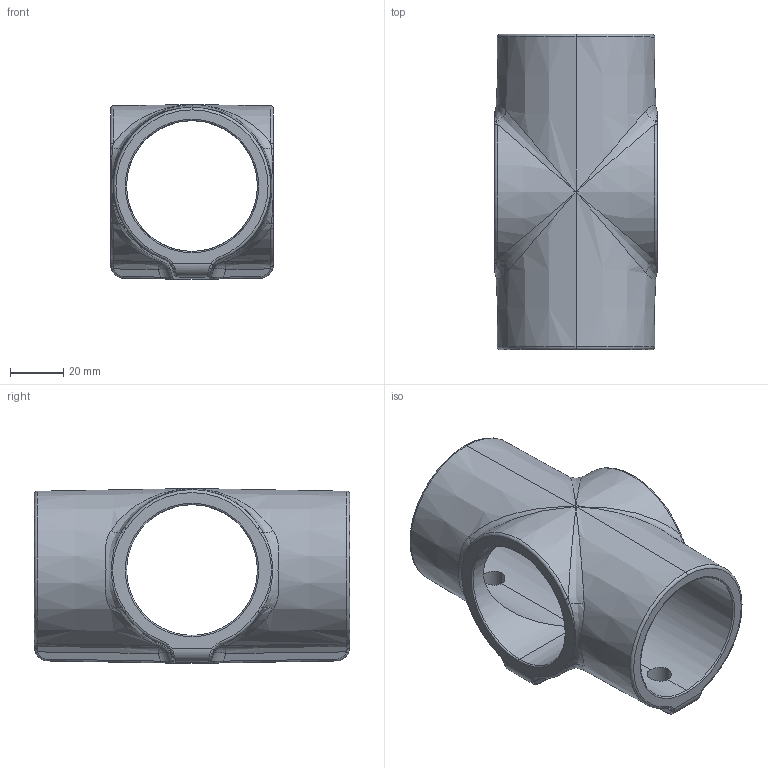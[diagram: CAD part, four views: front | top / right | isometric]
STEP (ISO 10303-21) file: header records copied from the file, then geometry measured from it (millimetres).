
FILE_DESCRIPTION (( 'STEP AP203' ), '1' );
FILE_NAME ('T194007E.STEP', '2018-07-09T15:51:18', ( '' ), ( '' ), 'SwSTEP 2.0', 'SolidWorks 2016', '' );
FILE_SCHEMA (( 'CONFIG_CONTROL_DESIGN' ));
Length unit declared in the file: millimetre
Products named in the file (1): T194007E
Bounding box: 61 x 118 x 65.5 mm (x, y, z)
Volume: 111459.4 mm3; surface area: 41791.4 mm2
Topology: 1 solids, 1 shells, 179 faces, 418 edges, 227 vertices
Faces by surface type: bspline 73, plane 32, cylinder 30, torus 18, cone 18, sphere 8
Entity records: 7598 total; most frequent: CARTESIAN_POINT 4149, ORIENTED_EDGE 820, DIRECTION 574, EDGE_CURVE 410, AXIS2_PLACEMENT_3D 246, VERTEX_POINT 227, EDGE_LOOP 185, FACE_OUTER_BOUND 179
